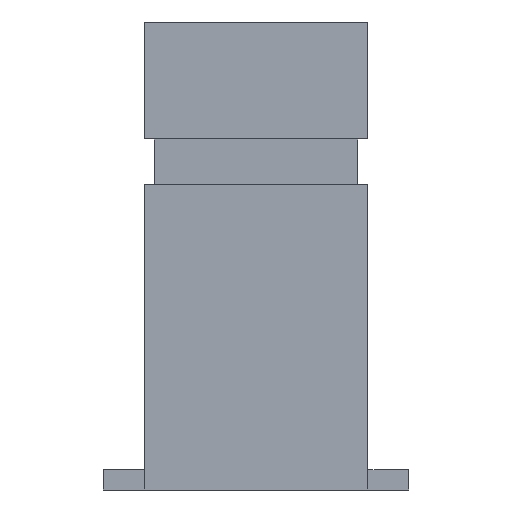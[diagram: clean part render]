
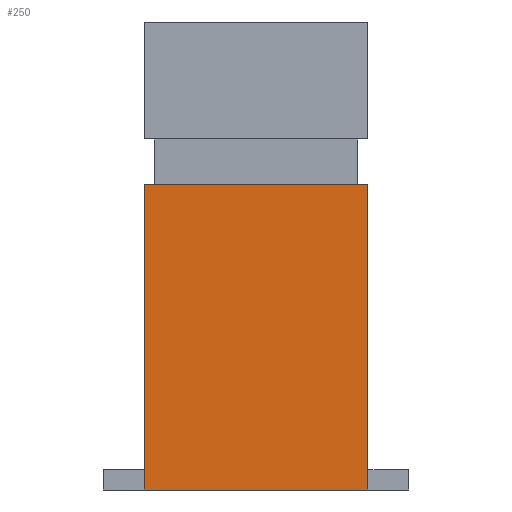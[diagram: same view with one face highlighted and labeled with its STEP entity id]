
A CAD part, left-side view. The second image highlights one B-rep face of the part: STEP entity #250.
In plain terms, the highlighted planar face has unit normal (-1, 0, 0).
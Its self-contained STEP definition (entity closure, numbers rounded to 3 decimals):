
#250 = ADVANCED_FACE( '', ( #575 ), #576, .F. );
#575 = FACE_OUTER_BOUND( '', #973, .T. );
#576 = PLANE( '', #974 );
#973 = EDGE_LOOP( '', ( #1722, #1723, #1724, #1725 ) );
#974 = AXIS2_PLACEMENT_3D( '', #1726, #1727, #1728 );
#1722 = ORIENTED_EDGE( '', *, *, #2565, .T. );
#1723 = ORIENTED_EDGE( '', *, *, #2656, .T. );
#1724 = ORIENTED_EDGE( '', *, *, #2791, .T. );
#1725 = ORIENTED_EDGE( '', *, *, #2792, .F. );
#1726 = CARTESIAN_POINT( '', ( -6.1, 1., 3.45 ) );
#1727 = DIRECTION( '', ( 1., 0., 0. ) );
#1728 = DIRECTION( '', ( 0., 0., -1. ) );
#2565 = EDGE_CURVE( '', #3129, #3127, #3130, .T. );
#2656 = EDGE_CURVE( '', #3127, #3279, #3281, .T. );
#2791 = EDGE_CURVE( '', #3279, #3498, #3499, .T. );
#2792 = EDGE_CURVE( '', #3129, #3498, #3500, .T. );
#3127 = VERTEX_POINT( '', #3943 );
#3129 = VERTEX_POINT( '', #3946 );
#3130 = LINE( '', #3947, #3948 );
#3279 = VERTEX_POINT( '', #4169 );
#3281 = LINE( '', #4172, #4173 );
#3498 = VERTEX_POINT( '', #4503 );
#3499 = LINE( '', #4504, #4505 );
#3500 = LINE( '', #4506, #4507 );
#3943 = CARTESIAN_POINT( '', ( -6.1, 1.1, 0. ) );
#3946 = CARTESIAN_POINT( '', ( -6.1, 1.1, 3. ) );
#3947 = CARTESIAN_POINT( '', ( -6.1, 1.1, 3.45 ) );
#3948 = VECTOR( '', #4964, 1000. );
#4169 = CARTESIAN_POINT( '', ( -6.1, -1.1, 0. ) );
#4172 = CARTESIAN_POINT( '', ( -6.1, 1.1, 0. ) );
#4173 = VECTOR( '', #5038, 1000. );
#4503 = CARTESIAN_POINT( '', ( -6.1, -1.1, 3. ) );
#4504 = CARTESIAN_POINT( '', ( -6.1, -1.1, 3.45 ) );
#4505 = VECTOR( '', #5152, 1000. );
#4506 = CARTESIAN_POINT( '', ( -6.1, 1., 3. ) );
#4507 = VECTOR( '', #5153, 1000. );
#4964 = DIRECTION( '', ( 0., 0., -1. ) );
#5038 = DIRECTION( '', ( 0., -1., 0. ) );
#5152 = DIRECTION( '', ( 0., 0., 1. ) );
#5153 = DIRECTION( '', ( 0., -1., 0. ) );
